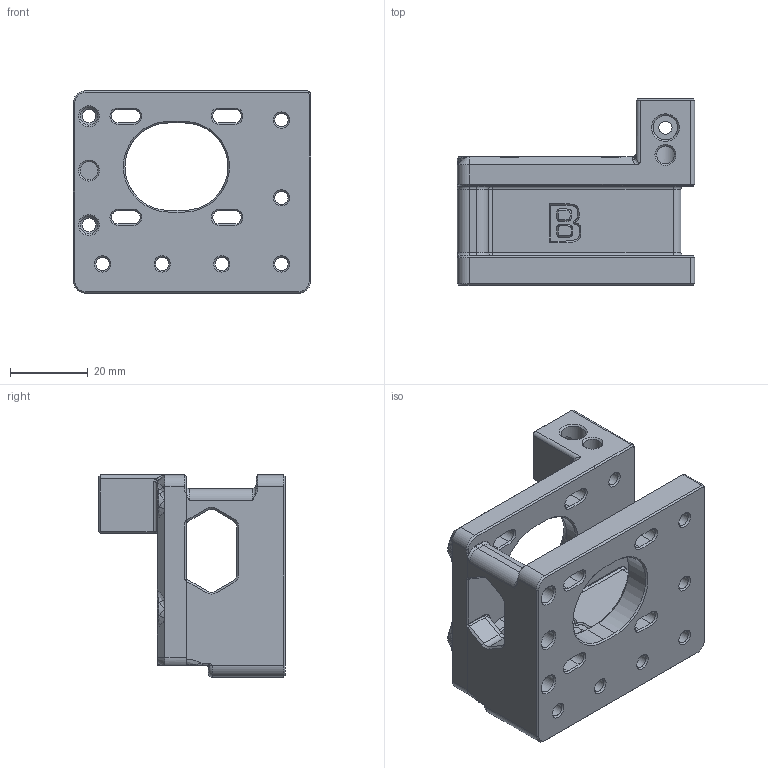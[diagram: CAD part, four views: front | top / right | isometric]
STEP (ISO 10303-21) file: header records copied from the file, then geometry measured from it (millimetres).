
FILE_DESCRIPTION(/* description */ (''),/* implementation_level */ '2;1');
FILE_NAME(/* name */ 'B_Drive_Frame.step',/* time_stamp */ '2022-08-23T13:28:56+09:00',/* author */ (''),/* organization */ (''),/* preprocessor_version */ 'ST-DEVELOPER v19',/* originating_system */ 'Autodesk Translation Framework v11.7.0.108',/* authorisation */ '');
FILE_SCHEMA (('AUTOMOTIVE_DESIGN { 1 0 10303 214 3 1 1 }'));
Length unit declared in the file: millimetre
Products named in the file (1): B_Drive_Frame
Bounding box: 61 x 48 x 52 mm (x, y, z)
Volume: 54394.7 mm3; surface area: 22031 mm2
Topology: 2 solids, 2 shells, 602 faces, 1488 edges, 861 vertices
Faces by surface type: plane 182, cone 154, bspline 123, cylinder 119, torus 22, sphere 2
Full cylindrical faces by diameter (mm): 3.4 x17, 4.6 x4, 6.2 x5, 6.3 x1
Entity records: 27356 total; most frequent: CARTESIAN_POINT 13886, ORIENTED_EDGE 2892, DIRECTION 2647, EDGE_CURVE 1446, AXIS2_PLACEMENT_3D 976, VERTEX_POINT 860, LINE 695, VECTOR 695
